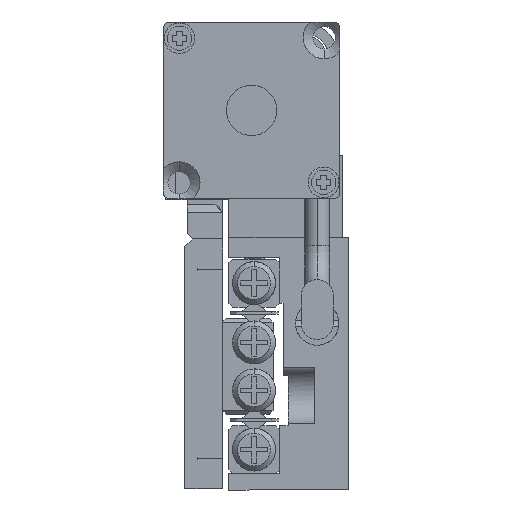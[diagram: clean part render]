
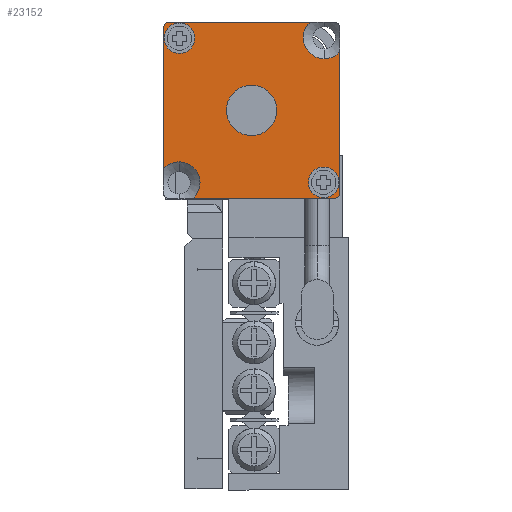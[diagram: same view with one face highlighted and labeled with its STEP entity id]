
A CAD part, left-side view. The second image highlights one B-rep face of the part: STEP entity #23152.
In plain terms, the highlighted face is planar.
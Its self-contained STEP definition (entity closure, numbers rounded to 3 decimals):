
#384 = EDGE_LOOP ( 'NONE', ( #29714, #20021 ) ) ;
#686 = FACE_BOUND ( 'NONE', #13489, .T. ) ;
#903 = VERTEX_POINT ( 'NONE', #10907 ) ;
#1381 = AXIS2_PLACEMENT_3D ( 'NONE', #22657, #30606, #4939 ) ;
#1533 = VECTOR ( 'NONE', #27655, 1000. ) ;
#1684 = CIRCLE ( 'NONE', #3869, 0.5 ) ;
#2589 = VERTEX_POINT ( 'NONE', #11265 ) ;
#2809 = CARTESIAN_POINT ( 'NONE',  ( 2.499, -12.714, 30. ) ) ;
#2864 = EDGE_CURVE ( 'NONE', #2589, #23391, #23224, .T. ) ;
#3463 = ORIENTED_EDGE ( 'NONE', *, *, #18452, .T. ) ;
#3716 = VERTEX_POINT ( 'NONE', #15981 ) ;
#3869 = AXIS2_PLACEMENT_3D ( 'NONE', #30988, #18126, #8025 ) ;
#3996 = EDGE_CURVE ( 'NONE', #903, #15182, #22999, .T. ) ;
#4049 = VERTEX_POINT ( 'NONE', #2809 ) ;
#4780 = EDGE_CURVE ( 'NONE', #24557, #12029, #11692, .T. ) ;
#4939 = DIRECTION ( 'NONE',  ( 1., 0., 0. ) ) ;
#5151 = EDGE_CURVE ( 'NONE', #28561, #19903, #32547, .T. ) ;
#5159 = CIRCLE ( 'NONE', #8935, 0.5 ) ;
#5188 = VECTOR ( 'NONE', #7542, 1000. ) ;
#5596 = CARTESIAN_POINT ( 'NONE',  ( 0.073, -12.714, 30. ) ) ;
#6143 = EDGE_CURVE ( 'NONE', #16785, #12029, #8035, .T. ) ;
#6254 = ORIENTED_EDGE ( 'NONE', *, *, #11793, .F. ) ;
#6274 = DIRECTION ( 'NONE',  ( 0., 0., 1. ) ) ;
#6580 = EDGE_CURVE ( 'NONE', #2589, #16785, #8081, .T. ) ;
#6744 = LINE ( 'NONE', #29876, #30245 ) ;
#7079 = CARTESIAN_POINT ( 'NONE',  ( 13.927, -1.286, 30. ) ) ;
#7216 = CARTESIAN_POINT ( 'NONE',  ( 12.714, -1.286, 30. ) ) ;
#7432 = EDGE_CURVE ( 'NONE', #3716, #17648, #20530, .T. ) ;
#7542 = DIRECTION ( 'NONE',  ( 0., -1., 0. ) ) ;
#7556 = CARTESIAN_POINT ( 'NONE',  ( 14., -0.5, 30. ) ) ;
#7562 = ORIENTED_EDGE ( 'NONE', *, *, #14715, .T. ) ;
#7714 = CARTESIAN_POINT ( 'NONE',  ( 14., -11.652, 30. ) ) ;
#8025 = DIRECTION ( 'NONE',  ( 1., 0., 0. ) ) ;
#8035 = CIRCLE ( 'NONE', #25836, 1.664 ) ;
#8081 = CIRCLE ( 'NONE', #22102, 1.664 ) ;
#8631 = CARTESIAN_POINT ( 'NONE',  ( 12.75, -12.75, 30. ) ) ;
#8706 = DIRECTION ( 'NONE',  ( 0., 0., 1. ) ) ;
#8935 = AXIS2_PLACEMENT_3D ( 'NONE', #32008, #24568, #31847 ) ;
#10198 = DIRECTION ( 'NONE',  ( 1., 0., 0. ) ) ;
#10477 = VERTEX_POINT ( 'NONE', #30035 ) ;
#10517 = CARTESIAN_POINT ( 'NONE',  ( 0.5, -14., 30. ) ) ;
#10796 = CARTESIAN_POINT ( 'NONE',  ( 1.25, -1.25, 30. ) ) ;
#10818 = FACE_OUTER_BOUND ( 'NONE', #25224, .T. ) ;
#10907 = CARTESIAN_POINT ( 'NONE',  ( 11.501, -1.286, 30. ) ) ;
#11265 = CARTESIAN_POINT ( 'NONE',  ( 0., -2.348, 30. ) ) ;
#11303 = DIRECTION ( 'NONE',  ( 1., 0., 0. ) ) ;
#11329 = DIRECTION ( 'NONE',  ( 1., 0., 0. ) ) ;
#11418 = VERTEX_POINT ( 'NONE', #24524 ) ;
#11692 = LINE ( 'NONE', #22498, #19807 ) ;
#11793 = EDGE_CURVE ( 'NONE', #10477, #11418, #19735, .T. ) ;
#12009 = DIRECTION ( 'NONE',  ( -1., 0., 0. ) ) ;
#12029 = VERTEX_POINT ( 'NONE', #22455 ) ;
#13016 = DIRECTION ( 'NONE',  ( 1., 0., 0. ) ) ;
#13204 = DIRECTION ( 'NONE',  ( 0., 0., -1. ) ) ;
#13489 = EDGE_LOOP ( 'NONE', ( #18415, #6254 ) ) ;
#13714 = CARTESIAN_POINT ( 'NONE',  ( 11.652, -14., 30. ) ) ;
#13800 = EDGE_CURVE ( 'NONE', #22539, #17648, #6744, .T. ) ;
#14306 = ORIENTED_EDGE ( 'NONE', *, *, #13800, .T. ) ;
#14358 = DIRECTION ( 'NONE',  ( 0., 0., 1. ) ) ;
#14462 = EDGE_CURVE ( 'NONE', #23391, #22539, #1684, .T. ) ;
#14560 = CARTESIAN_POINT ( 'NONE',  ( 1.286, -12.714, 30. ) ) ;
#14715 = EDGE_CURVE ( 'NONE', #18090, #4049, #22202, .T. ) ;
#14841 = AXIS2_PLACEMENT_3D ( 'NONE', #7216, #29723, #30513 ) ;
#15182 = VERTEX_POINT ( 'NONE', #7079 ) ;
#15545 = DIRECTION ( 'NONE',  ( 0., 0., 1. ) ) ;
#15842 = PLANE ( 'NONE',  #23935 ) ;
#15981 = CARTESIAN_POINT ( 'NONE',  ( 11.086, -12.75, 30. ) ) ;
#16700 = CARTESIAN_POINT ( 'NONE',  ( 7., -7., 30. ) ) ;
#16785 = VERTEX_POINT ( 'NONE', #24646 ) ;
#17648 = VERTEX_POINT ( 'NONE', #13714 ) ;
#17658 = DIRECTION ( 'NONE',  ( 0., 0., 1. ) ) ;
#17910 = CARTESIAN_POINT ( 'NONE',  ( 1.25, -1.25, 30. ) ) ;
#18090 = VERTEX_POINT ( 'NONE', #5596 ) ;
#18126 = DIRECTION ( 'NONE',  ( 0., 0., 1. ) ) ;
#18160 = EDGE_CURVE ( 'NONE', #15182, #903, #32649, .T. ) ;
#18415 = ORIENTED_EDGE ( 'NONE', *, *, #24625, .F. ) ;
#18452 = EDGE_CURVE ( 'NONE', #19903, #24557, #5159, .T. ) ;
#18999 = DIRECTION ( 'NONE',  ( 1., 0., 0. ) ) ;
#19499 = CARTESIAN_POINT ( 'NONE',  ( 13.5, 0., 30. ) ) ;
#19735 = CIRCLE ( 'NONE', #25126, 2. ) ;
#19807 = VECTOR ( 'NONE', #12009, 1000. ) ;
#19903 = VERTEX_POINT ( 'NONE', #7556 ) ;
#20021 = ORIENTED_EDGE ( 'NONE', *, *, #3996, .F. ) ;
#20024 = CARTESIAN_POINT ( 'NONE',  ( 12.714, -1.286, 30. ) ) ;
#20432 = ORIENTED_EDGE ( 'NONE', *, *, #5151, .T. ) ;
#20492 = CARTESIAN_POINT ( 'NONE',  ( 1.286, -12.714, 30. ) ) ;
#20530 = CIRCLE ( 'NONE', #24855, 1.664 ) ;
#20729 = CIRCLE ( 'NONE', #32593, 2. ) ;
#21120 = CARTESIAN_POINT ( 'NONE',  ( 0., 0., 30. ) ) ;
#21351 = CIRCLE ( 'NONE', #1381, 1.664 ) ;
#21753 = AXIS2_PLACEMENT_3D ( 'NONE', #20492, #13204, #10198 ) ;
#22094 = DIRECTION ( 'NONE',  ( 1., 0., 0. ) ) ;
#22102 = AXIS2_PLACEMENT_3D ( 'NONE', #10796, #28531, #31234 ) ;
#22202 = CIRCLE ( 'NONE', #32981, 1.213 ) ;
#22455 = CARTESIAN_POINT ( 'NONE',  ( 2.348, 0., 30. ) ) ;
#22498 = CARTESIAN_POINT ( 'NONE',  ( 0., 0., 30. ) ) ;
#22539 = VERTEX_POINT ( 'NONE', #10517 ) ;
#22657 = CARTESIAN_POINT ( 'NONE',  ( 12.75, -12.75, 30. ) ) ;
#22840 = ORIENTED_EDGE ( 'NONE', *, *, #4780, .T. ) ;
#22999 = CIRCLE ( 'NONE', #28967, 1.213 ) ;
#23152 = ADVANCED_FACE ( 'NONE', ( #29392, #10818, #686, #26175 ), #15842, .T. ) ;
#23224 = LINE ( 'NONE', #30506, #5188 ) ;
#23391 = VERTEX_POINT ( 'NONE', #25972 ) ;
#23734 = EDGE_CURVE ( 'NONE', #4049, #18090, #30384, .T. ) ;
#23935 = AXIS2_PLACEMENT_3D ( 'NONE', #21120, #29565, #11303 ) ;
#24524 = CARTESIAN_POINT ( 'NONE',  ( 5., -7., 30. ) ) ;
#24557 = VERTEX_POINT ( 'NONE', #19499 ) ;
#24568 = DIRECTION ( 'NONE',  ( 0., 0., 1. ) ) ;
#24625 = EDGE_CURVE ( 'NONE', #11418, #10477, #20729, .T. ) ;
#24646 = CARTESIAN_POINT ( 'NONE',  ( 2.914, -1.25, 30. ) ) ;
#24855 = AXIS2_PLACEMENT_3D ( 'NONE', #8631, #14358, #11329 ) ;
#24944 = EDGE_LOOP ( 'NONE', ( #28683, #7562 ) ) ;
#25047 = DIRECTION ( 'NONE',  ( 1., 0., 0. ) ) ;
#25126 = AXIS2_PLACEMENT_3D ( 'NONE', #16700, #6274, #26689 ) ;
#25224 = EDGE_LOOP ( 'NONE', ( #29472, #29191, #26057, #14306, #31450, #33347, #20432, #3463, #22840, #32907 ) ) ;
#25836 = AXIS2_PLACEMENT_3D ( 'NONE', #17910, #15545, #13016 ) ;
#25972 = CARTESIAN_POINT ( 'NONE',  ( 0., -13.5, 30. ) ) ;
#26057 = ORIENTED_EDGE ( 'NONE', *, *, #14462, .T. ) ;
#26175 = FACE_BOUND ( 'NONE', #24944, .T. ) ;
#26689 = DIRECTION ( 'NONE',  ( 1., 0., 0. ) ) ;
#26791 = CARTESIAN_POINT ( 'NONE',  ( 7., -7., 30. ) ) ;
#27655 = DIRECTION ( 'NONE',  ( 0., 1., 0. ) ) ;
#28531 = DIRECTION ( 'NONE',  ( 0., 0., 1. ) ) ;
#28561 = VERTEX_POINT ( 'NONE', #7714 ) ;
#28683 = ORIENTED_EDGE ( 'NONE', *, *, #23734, .T. ) ;
#28967 = AXIS2_PLACEMENT_3D ( 'NONE', #20024, #17658, #30036 ) ;
#29191 = ORIENTED_EDGE ( 'NONE', *, *, #2864, .T. ) ;
#29392 = FACE_BOUND ( 'NONE', #384, .T. ) ;
#29472 = ORIENTED_EDGE ( 'NONE', *, *, #6580, .F. ) ;
#29565 = DIRECTION ( 'NONE',  ( 0., 0., 1. ) ) ;
#29714 = ORIENTED_EDGE ( 'NONE', *, *, #18160, .F. ) ;
#29723 = DIRECTION ( 'NONE',  ( 0., 0., 1. ) ) ;
#29876 = CARTESIAN_POINT ( 'NONE',  ( 0., -14., 30. ) ) ;
#30035 = CARTESIAN_POINT ( 'NONE',  ( 9., -7., 30. ) ) ;
#30036 = DIRECTION ( 'NONE',  ( 1., 0., 0. ) ) ;
#30136 = DIRECTION ( 'NONE',  ( 0., 0., -1. ) ) ;
#30245 = VECTOR ( 'NONE', #22094, 1000. ) ;
#30384 = CIRCLE ( 'NONE', #21753, 1.213 ) ;
#30506 = CARTESIAN_POINT ( 'NONE',  ( 0., 0., 30. ) ) ;
#30513 = DIRECTION ( 'NONE',  ( 1., 0., 0. ) ) ;
#30606 = DIRECTION ( 'NONE',  ( 0., 0., 1. ) ) ;
#30732 = EDGE_CURVE ( 'NONE', #28561, #3716, #21351, .T. ) ;
#30988 = CARTESIAN_POINT ( 'NONE',  ( 0.5, -13.5, 30. ) ) ;
#31234 = DIRECTION ( 'NONE',  ( 1., 0., 0. ) ) ;
#31450 = ORIENTED_EDGE ( 'NONE', *, *, #7432, .F. ) ;
#31847 = DIRECTION ( 'NONE',  ( 1., 0., 0. ) ) ;
#32008 = CARTESIAN_POINT ( 'NONE',  ( 13.5, -0.5, 30. ) ) ;
#32547 = LINE ( 'NONE', #32867, #1533 ) ;
#32593 = AXIS2_PLACEMENT_3D ( 'NONE', #26791, #8706, #18999 ) ;
#32649 = CIRCLE ( 'NONE', #14841, 1.213 ) ;
#32867 = CARTESIAN_POINT ( 'NONE',  ( 14., 0., 30. ) ) ;
#32907 = ORIENTED_EDGE ( 'NONE', *, *, #6143, .F. ) ;
#32981 = AXIS2_PLACEMENT_3D ( 'NONE', #14560, #30136, #25047 ) ;
#33347 = ORIENTED_EDGE ( 'NONE', *, *, #30732, .F. ) ;
